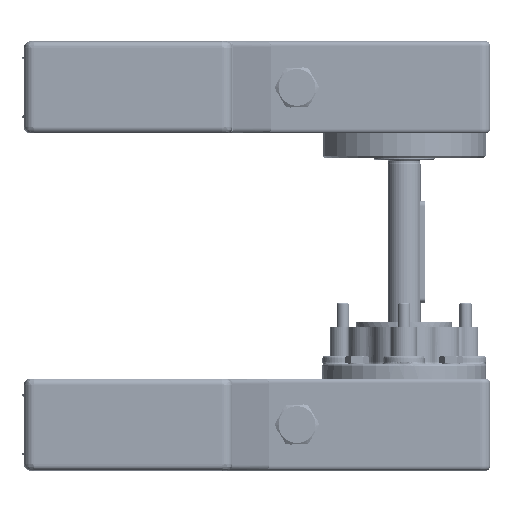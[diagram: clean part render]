
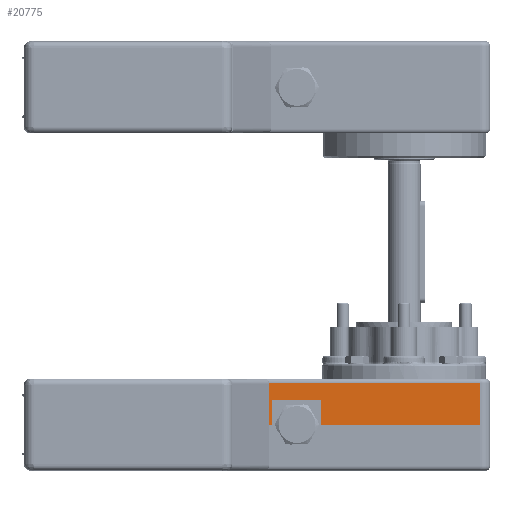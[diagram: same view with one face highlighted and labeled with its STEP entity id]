
A CAD part, left-side view. The second image highlights one B-rep face of the part: STEP entity #20775.
In plain terms, the highlighted face is planar.
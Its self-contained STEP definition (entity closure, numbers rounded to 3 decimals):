
#1624=PLANE('',#23278);
#2406=LINE('',#34838,#3906);
#2460=LINE('',#35073,#3960);
#2472=LINE('',#35095,#3972);
#2473=LINE('',#35098,#3973);
#2474=LINE('',#35100,#3974);
#2475=LINE('',#35102,#3975);
#2476=LINE('',#35104,#3976);
#2477=LINE('',#35106,#3977);
#2478=LINE('',#35108,#3978);
#2479=LINE('',#35109,#3979);
#3906=VECTOR('',#27007,10.);
#3960=VECTOR('',#27227,10.);
#3972=VECTOR('',#27247,10.);
#3973=VECTOR('',#27250,10.);
#3974=VECTOR('',#27251,10.);
#3975=VECTOR('',#27252,10.);
#3976=VECTOR('',#27253,10.);
#3977=VECTOR('',#27254,10.);
#3978=VECTOR('',#27255,10.);
#3979=VECTOR('',#27256,10.);
#5840=FACE_OUTER_BOUND('',#7158,.T.);
#7158=EDGE_LOOP('',(#16338,#16339,#16340,#16341,#16342,#16343,#16344,#16345,
#16346,#16347));
#9922=VERTEX_POINT('',#34835);
#9923=VERTEX_POINT('',#34837);
#10003=VERTEX_POINT('',#35059);
#10007=VERTEX_POINT('',#35071);
#10014=VERTEX_POINT('',#35097);
#10015=VERTEX_POINT('',#35099);
#10016=VERTEX_POINT('',#35101);
#10017=VERTEX_POINT('',#35103);
#10018=VERTEX_POINT('',#35105);
#10019=VERTEX_POINT('',#35107);
#12232=EDGE_CURVE('',#9923,#9922,#2406,.T.);
#12345=EDGE_CURVE('',#10007,#10003,#2460,.T.);
#12357=EDGE_CURVE('',#10003,#9922,#2472,.T.);
#12358=EDGE_CURVE('',#10007,#10014,#2473,.T.);
#12359=EDGE_CURVE('',#10014,#10015,#2474,.T.);
#12360=EDGE_CURVE('',#10015,#10016,#2475,.T.);
#12361=EDGE_CURVE('',#10016,#10017,#2476,.T.);
#12362=EDGE_CURVE('',#10017,#10018,#2477,.T.);
#12363=EDGE_CURVE('',#10018,#10019,#2478,.T.);
#12364=EDGE_CURVE('',#10019,#9923,#2479,.T.);
#16338=ORIENTED_EDGE('',*,*,#12345,.F.);
#16339=ORIENTED_EDGE('',*,*,#12358,.T.);
#16340=ORIENTED_EDGE('',*,*,#12359,.T.);
#16341=ORIENTED_EDGE('',*,*,#12360,.T.);
#16342=ORIENTED_EDGE('',*,*,#12361,.T.);
#16343=ORIENTED_EDGE('',*,*,#12362,.T.);
#16344=ORIENTED_EDGE('',*,*,#12363,.T.);
#16345=ORIENTED_EDGE('',*,*,#12364,.T.);
#16346=ORIENTED_EDGE('',*,*,#12232,.T.);
#16347=ORIENTED_EDGE('',*,*,#12357,.F.);
#20775=ADVANCED_FACE('',(#5840),#1624,.T.);
#23278=AXIS2_PLACEMENT_3D('',#35096,#27248,#27249);
#27007=DIRECTION('',(0.,-1.,0.));
#27227=DIRECTION('',(0.,-1.,0.));
#27247=DIRECTION('',(0.,0.,1.));
#27248=DIRECTION('center_axis',(1.,0.,0.));
#27249=DIRECTION('ref_axis',(0.,0.,-1.));
#27250=DIRECTION('',(0.,0.,1.));
#27251=DIRECTION('',(0.,-1.,0.));
#27252=DIRECTION('',(0.,0.,1.));
#27253=DIRECTION('',(0.,-1.,0.));
#27254=DIRECTION('',(0.,0.,-1.));
#27255=DIRECTION('',(0.,-1.,0.));
#27256=DIRECTION('',(0.,0.,1.));
#34835=CARTESIAN_POINT('',(120.,-61.,22.5));
#34837=CARTESIAN_POINT('',(120.,20.5,22.5));
#34838=CARTESIAN_POINT('',(120.,-66.,22.5));
#35059=CARTESIAN_POINT('',(120.,-61.,2.));
#35071=CARTESIAN_POINT('',(120.,66.,2.));
#35073=CARTESIAN_POINT('',(120.,33.,2.));
#35095=CARTESIAN_POINT('',(120.,-61.,0.));
#35096=CARTESIAN_POINT('Origin',(120.,66.,0.));
#35097=CARTESIAN_POINT('',(120.,66.,5.));
#35098=CARTESIAN_POINT('',(120.,66.,0.));
#35099=CARTESIAN_POINT('',(120.,46.,5.));
#35100=CARTESIAN_POINT('',(120.,-66.,5.));
#35101=CARTESIAN_POINT('',(120.,46.,22.5));
#35102=CARTESIAN_POINT('',(120.,46.,5.));
#35103=CARTESIAN_POINT('',(120.,36.5,22.5));
#35104=CARTESIAN_POINT('',(120.,-66.,22.5));
#35105=CARTESIAN_POINT('',(120.,36.5,10.45));
#35106=CARTESIAN_POINT('',(120.,36.5,11.25));
#35107=CARTESIAN_POINT('',(120.,20.5,10.45));
#35108=CARTESIAN_POINT('',(120.,47.25,10.45));
#35109=CARTESIAN_POINT('',(120.,20.5,11.25));
